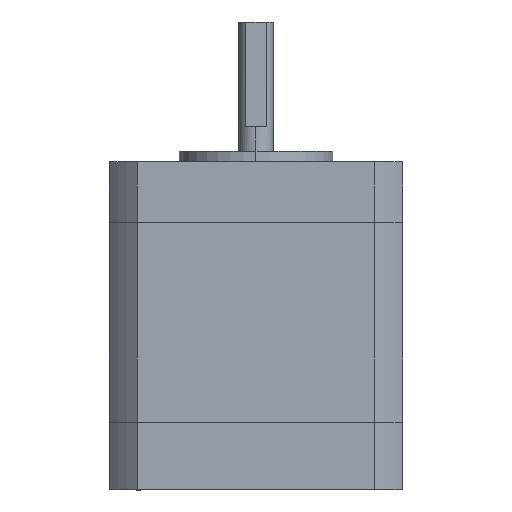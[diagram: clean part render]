
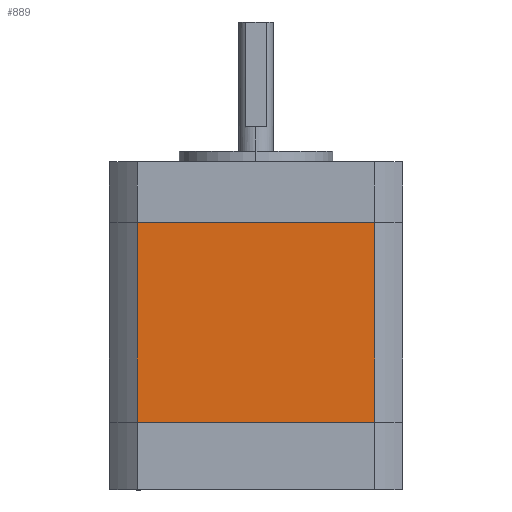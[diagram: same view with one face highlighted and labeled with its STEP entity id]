
A CAD part, left-side view. The second image highlights one B-rep face of the part: STEP entity #889.
In plain terms, the highlighted planar face has unit normal (-1, 0, 0).
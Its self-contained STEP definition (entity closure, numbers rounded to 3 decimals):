
#49 = EDGE_CURVE ( 'NONE', #3023, #2663, #1899, .T. ) ;
#56 = ORIENTED_EDGE ( 'NONE', *, *, #1387, .T. ) ;
#72 = DIRECTION ( 'NONE',  ( 0., -1., 0. ) ) ;
#221 = LINE ( 'NONE', #3318, #312 ) ;
#285 = CARTESIAN_POINT ( 'NONE',  ( -21., 0., -8.7 ) ) ;
#312 = VECTOR ( 'NONE', #1236, 1000. ) ;
#376 = AXIS2_PLACEMENT_3D ( 'NONE', #2601, #1054, #1555 ) ;
#413 = ORIENTED_EDGE ( 'NONE', *, *, #925, .T. ) ;
#643 = DIRECTION ( 'NONE',  ( 0., 0., 1. ) ) ;
#889 = ADVANCED_FACE ( 'NONE', ( #3144 ), #1310, .F. ) ;
#901 = VECTOR ( 'NONE', #72, 1000. ) ;
#925 = EDGE_CURVE ( 'NONE', #3023, #3123, #3161, .T. ) ;
#1054 = DIRECTION ( 'NONE',  ( 1., 0., 0. ) ) ;
#1075 = CARTESIAN_POINT ( 'NONE',  ( -21., 0., -37.3 ) ) ;
#1086 = DIRECTION ( 'NONE',  ( 0., 1., 0. ) ) ;
#1109 = CARTESIAN_POINT ( 'NONE',  ( -21., 16.971, -8.7 ) ) ;
#1236 = DIRECTION ( 'NONE',  ( 0., 0., 1. ) ) ;
#1310 = PLANE ( 'NONE',  #376 ) ;
#1324 = LINE ( 'NONE', #285, #1646 ) ;
#1387 = EDGE_CURVE ( 'NONE', #1788, #2663, #1324, .T. ) ;
#1555 = DIRECTION ( 'NONE',  ( 0., 0., -1. ) ) ;
#1594 = CARTESIAN_POINT ( 'NONE',  ( -21., -16.971, -8.7 ) ) ;
#1621 = EDGE_LOOP ( 'NONE', ( #3118, #413, #2749, #56 ) ) ;
#1646 = VECTOR ( 'NONE', #1086, 1000. ) ;
#1788 = VERTEX_POINT ( 'NONE', #1594 ) ;
#1899 = LINE ( 'NONE', #2701, #2638 ) ;
#2527 = CARTESIAN_POINT ( 'NONE',  ( -21., 16.971, -37.3 ) ) ;
#2564 = EDGE_CURVE ( 'NONE', #3123, #1788, #221, .T. ) ;
#2601 = CARTESIAN_POINT ( 'NONE',  ( -21., 0., -133.997 ) ) ;
#2609 = CARTESIAN_POINT ( 'NONE',  ( -21., -16.971, -37.3 ) ) ;
#2638 = VECTOR ( 'NONE', #643, 1000. ) ;
#2663 = VERTEX_POINT ( 'NONE', #1109 ) ;
#2701 = CARTESIAN_POINT ( 'NONE',  ( -21., 16.971, -133.997 ) ) ;
#2749 = ORIENTED_EDGE ( 'NONE', *, *, #2564, .T. ) ;
#3023 = VERTEX_POINT ( 'NONE', #2527 ) ;
#3118 = ORIENTED_EDGE ( 'NONE', *, *, #49, .F. ) ;
#3123 = VERTEX_POINT ( 'NONE', #2609 ) ;
#3144 = FACE_OUTER_BOUND ( 'NONE', #1621, .T. ) ;
#3161 = LINE ( 'NONE', #1075, #901 ) ;
#3318 = CARTESIAN_POINT ( 'NONE',  ( -21., -16.971, -133.997 ) ) ;
